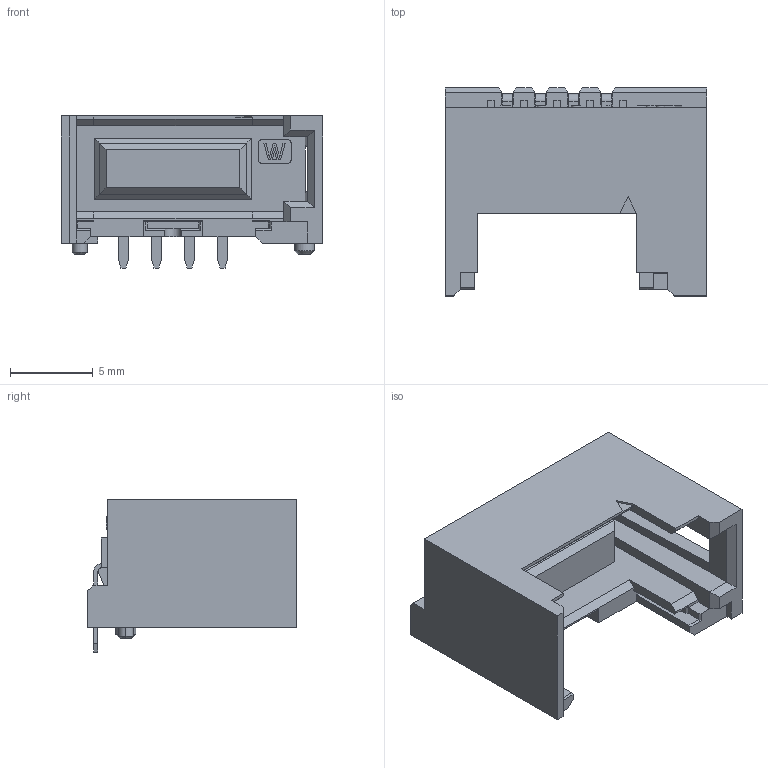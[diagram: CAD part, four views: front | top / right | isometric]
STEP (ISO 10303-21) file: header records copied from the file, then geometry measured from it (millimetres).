
FILE_DESCRIPTION( ('This file contains a STEP AP42 implementation' ,'as created by ZW3D STEP Interface translator.') ,'2;1' );
FILE_NAME( '5372-1R04XXBX01.stp' ,'2312 4. 95653', (''), ('ZWCAD Software Co.'), 'Version 1.0', 'ZW3D to STEP translator', '' );
FILE_SCHEMA(('AUTOMOTIVE_DESIGN { 1 0 10303 214 1 1 1 1 }'));
Length unit declared in the file: millimetre
Products named in the file (2): 0; 5372-1R04XXBX01.stpWZH
Bounding box: 15.8 x 12.6 x 9.2 mm (x, y, z)
Volume: 592.3 mm3; surface area: 1210.6 mm2
Topology: 1 solids, 1 shells, 470 faces, 1293 edges, 846 vertices
Faces by surface type: plane 399, bspline 54, cylinder 12, cone 5
Entity records: 15582 total; most frequent: CARTESIAN_POINT 3390, ORIENTED_EDGE 2586, DIRECTION 2118, EDGE_CURVE 1293, VECTOR 1154, LINE 1154, VERTEX_POINT 846, EDGE_LOOP 493
